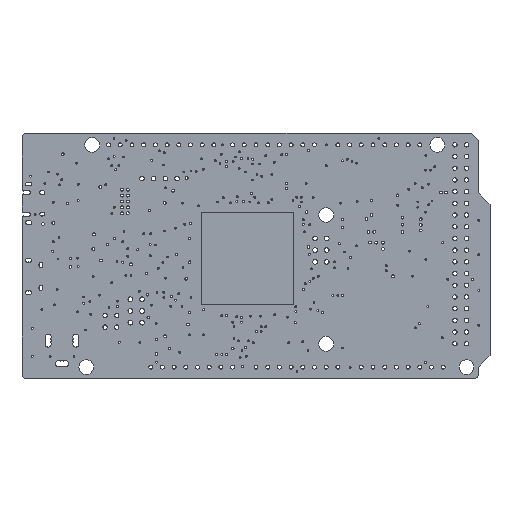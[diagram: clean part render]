
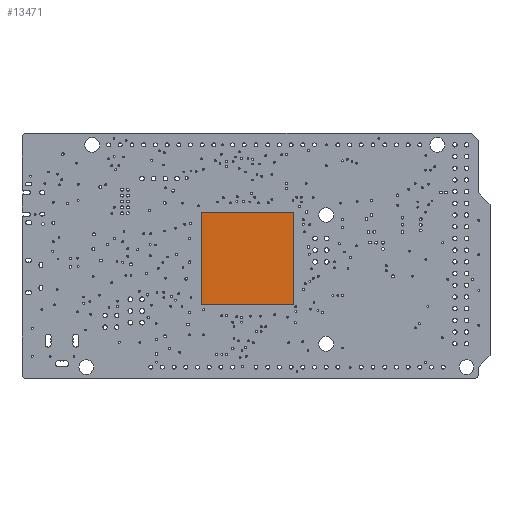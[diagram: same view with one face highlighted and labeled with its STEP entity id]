
A CAD part, top view. The second image highlights one B-rep face of the part: STEP entity #13471.
In plain terms, the highlighted planar face has unit normal (0, 0, 1).
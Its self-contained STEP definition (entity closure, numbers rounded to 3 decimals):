
#1076=PLANE('',#15178);
#1648=FACE_OUTER_BOUND('',#3250,.T.);
#3250=EDGE_LOOP('',(#11794,#11795,#11796,#11797));
#3840=LINE('',#22548,#4438);
#3843=LINE('',#22554,#4441);
#3846=LINE('',#22560,#4444);
#3849=LINE('',#22564,#4447);
#4438=VECTOR('',#19125,10.);
#4441=VECTOR('',#19130,10.);
#4444=VECTOR('',#19135,10.);
#4447=VECTOR('',#19140,10.);
#6684=VERTEX_POINT('',#22545);
#6685=VERTEX_POINT('',#22547);
#6687=VERTEX_POINT('',#22553);
#6689=VERTEX_POINT('',#22559);
#8384=EDGE_CURVE('',#6685,#6684,#3840,.T.);
#8387=EDGE_CURVE('',#6687,#6685,#3843,.T.);
#8390=EDGE_CURVE('',#6689,#6687,#3846,.T.);
#8393=EDGE_CURVE('',#6684,#6689,#3849,.T.);
#11794=ORIENTED_EDGE('',*,*,#8393,.T.);
#11795=ORIENTED_EDGE('',*,*,#8390,.T.);
#11796=ORIENTED_EDGE('',*,*,#8387,.T.);
#11797=ORIENTED_EDGE('',*,*,#8384,.T.);
#13471=ADVANCED_FACE('',(#1648),#1076,.T.);
#15178=AXIS2_PLACEMENT_3D('',#22565,#19141,#19142);
#19125=DIRECTION('',(-1.,0.,0.));
#19130=DIRECTION('',(0.,1.,0.));
#19135=DIRECTION('',(1.,0.,0.));
#19140=DIRECTION('',(0.,-1.,0.));
#19141=DIRECTION('center_axis',(0.,0.,1.));
#19142=DIRECTION('ref_axis',(1.,0.,0.));
#22545=CARTESIAN_POINT('',(-10.,10.,0.1));
#22547=CARTESIAN_POINT('',(10.,10.,0.1));
#22548=CARTESIAN_POINT('',(10.,10.,0.1));
#22553=CARTESIAN_POINT('',(10.,-10.,0.1));
#22554=CARTESIAN_POINT('',(10.,-10.,0.1));
#22559=CARTESIAN_POINT('',(-10.,-10.,0.1));
#22560=CARTESIAN_POINT('',(-10.,-10.,0.1));
#22564=CARTESIAN_POINT('',(-10.,10.,0.1));
#22565=CARTESIAN_POINT('Origin',(0.,0.,0.1));
